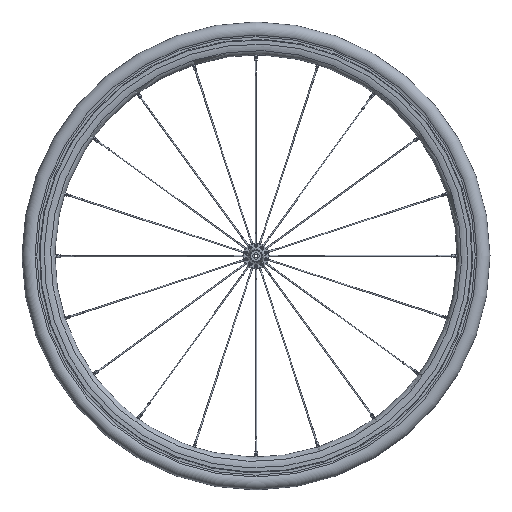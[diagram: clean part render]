
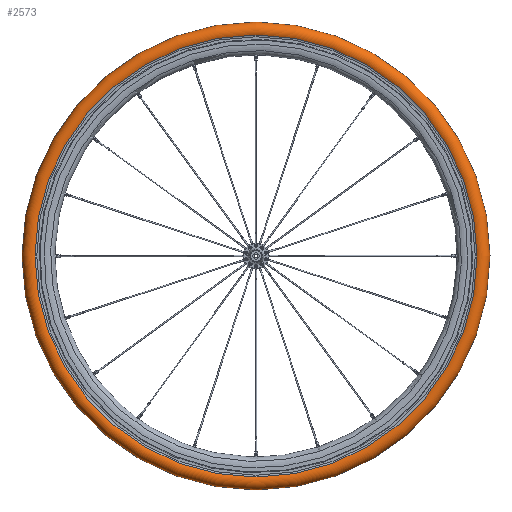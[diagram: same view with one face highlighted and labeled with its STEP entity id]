
A CAD part, left-side view. The second image highlights one B-rep face of the part: STEP entity #2573.
In plain terms, the highlighted toroidal (fillet/blend) face has major radius 327.5 mm and minor radius 12.5 mm.
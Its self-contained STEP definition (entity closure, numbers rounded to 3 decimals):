
#330=TOROIDAL_SURFACE('',#2942,327.5,12.5);
#623=FACE_BOUND('',#1199,.T.);
#794=FACE_OUTER_BOUND('',#1198,.T.);
#1198=EDGE_LOOP('',(#2316));
#1199=EDGE_LOOP('',(#2317));
#1362=CIRCLE('',#2933,321.062);
#1365=CIRCLE('',#2938,321.062);
#1587=VERTEX_POINT('',#6479);
#1590=VERTEX_POINT('',#6487);
#1829=EDGE_CURVE('',#1587,#1587,#1362,.T.);
#1832=EDGE_CURVE('',#1590,#1590,#1365,.T.);
#2316=ORIENTED_EDGE('',*,*,#1832,.F.);
#2317=ORIENTED_EDGE('',*,*,#1829,.F.);
#2573=ADVANCED_FACE('',(#794,#623),#330,.T.);
#2933=AXIS2_PLACEMENT_3D('',#6480,#3676,#3677);
#2938=AXIS2_PLACEMENT_3D('',#6488,#3686,#3687);
#2942=AXIS2_PLACEMENT_3D('',#6493,#3694,#3695);
#3676=DIRECTION('center_axis',(0.,0.,-1.));
#3677=DIRECTION('ref_axis',(-1.,0.,0.));
#3686=DIRECTION('center_axis',(0.,0.,1.));
#3687=DIRECTION('ref_axis',(-1.,0.,0.));
#3694=DIRECTION('center_axis',(0.,0.,-1.));
#3695=DIRECTION('ref_axis',(-1.,0.,0.));
#6479=CARTESIAN_POINT('',(321.062,0.,-10.714));
#6480=CARTESIAN_POINT('Origin',(0.,0.,-10.714));
#6487=CARTESIAN_POINT('',(321.062,0.,10.714));
#6488=CARTESIAN_POINT('Origin',(0.,0.,10.714));
#6493=CARTESIAN_POINT('Origin',(0.,0.,0.));
